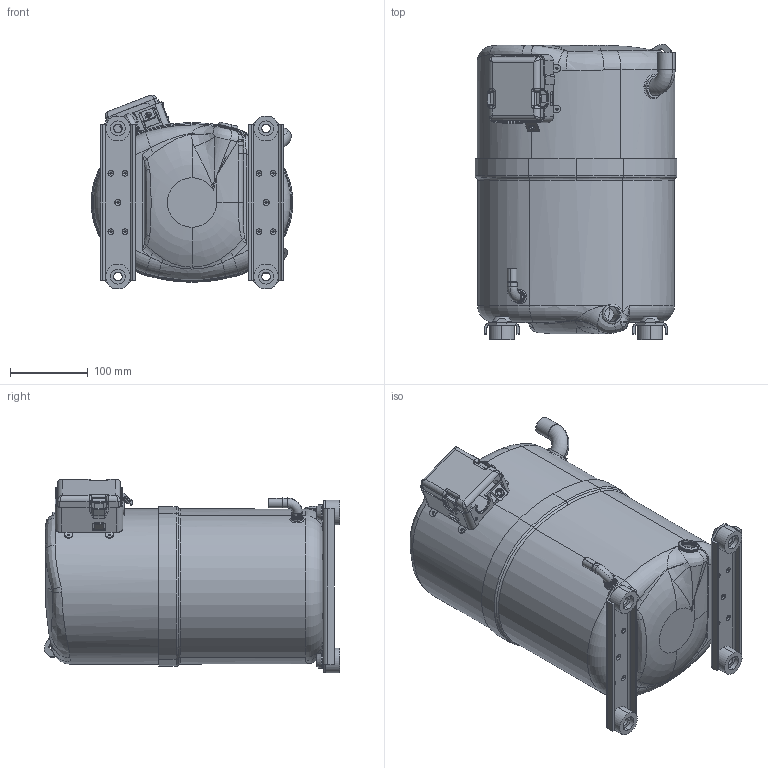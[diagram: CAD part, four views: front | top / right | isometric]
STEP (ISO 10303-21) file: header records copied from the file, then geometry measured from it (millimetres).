
FILE_DESCRIPTION (( 'STEP AP203' ), '1' );
FILE_NAME ('702443D.STEP', '2013-05-17T14:40:51', ( '' ), ( '' ), 'SwSTEP 2.0', 'SolidWorks 2013', '' );
FILE_SCHEMA (( 'CONFIG_CONTROL_DESIGN' ));
Length unit declared in the file: inch
Products named in the file (1): 702443D
Bounding box: 258.77 x 379.67 x 249.24 mm (x, y, z)
Surface area: 476604.1 mm2 (no closed solid volume)
Topology: 0 solids, 27 shells, 640 faces, 2035 edges, 1402 vertices
Faces by surface type: plane 197, cylinder 196, bspline 96, torus 95, sphere 46, cone 10
Entity records: 39299 total; most frequent: CARTESIAN_POINT 22174, DIRECTION 3455, ORIENTED_EDGE 3383, EDGE_CURVE 2009, VERTEX_POINT 1402, AXIS2_PLACEMENT_3D 1297, LINE 861, VECTOR 861
